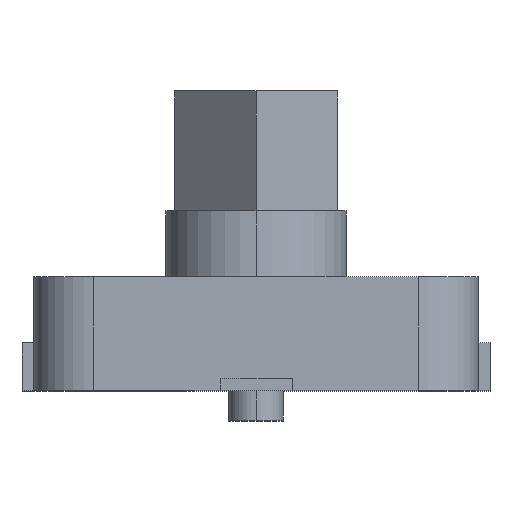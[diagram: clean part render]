
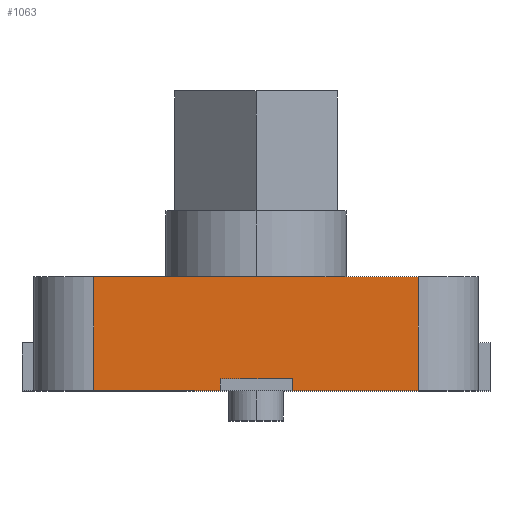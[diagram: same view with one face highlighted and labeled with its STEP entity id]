
A CAD part, top view. The second image highlights one B-rep face of the part: STEP entity #1063.
In plain terms, the highlighted planar face has unit normal (0, 0, 1).
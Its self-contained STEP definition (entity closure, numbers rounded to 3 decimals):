
#23 = EDGE_CURVE ( 'NONE', #2167, #1476, #2063, .T. ) ;
#39 = EDGE_CURVE ( 'NONE', #1210, #1492, #348, .T. ) ;
#63 = EDGE_CURVE ( 'NONE', #1825, #1836, #175, .T. ) ;
#95 = CARTESIAN_POINT ( 'NONE',  ( -3.7, 1.9, 3.7 ) ) ;
#106 = CARTESIAN_POINT ( 'NONE',  ( -3.7, 0., 3.7 ) ) ;
#175 = LINE ( 'NONE', #1328, #427 ) ;
#182 = CARTESIAN_POINT ( 'NONE',  ( 0.6, 0.2, 3.7 ) ) ;
#213 = EDGE_CURVE ( 'NONE', #1083, #1492, #614, .T. ) ;
#300 = LINE ( 'NONE', #1185, #482 ) ;
#326 = ORIENTED_EDGE ( 'NONE', *, *, #791, .T. ) ;
#348 = LINE ( 'NONE', #1337, #917 ) ;
#371 = CARTESIAN_POINT ( 'NONE',  ( -2.7, 0., 3.7 ) ) ;
#374 = CARTESIAN_POINT ( 'NONE',  ( -0.6, 0.2, 3.7 ) ) ;
#384 = CARTESIAN_POINT ( 'NONE',  ( 2.7, 1.9, 3.7 ) ) ;
#411 = FACE_OUTER_BOUND ( 'NONE', #1399, .T. ) ;
#427 = VECTOR ( 'NONE', #1537, 1000. ) ;
#473 = CARTESIAN_POINT ( 'NONE',  ( -3.7, 1.9, 3.7 ) ) ;
#482 = VECTOR ( 'NONE', #972, 1000. ) ;
#594 = CARTESIAN_POINT ( 'NONE',  ( -2.7, 1.9, 3.7 ) ) ;
#610 = DIRECTION ( 'NONE',  ( 1., 0., 0. ) ) ;
#614 = LINE ( 'NONE', #2134, #1392 ) ;
#623 = ORIENTED_EDGE ( 'NONE', *, *, #892, .T. ) ;
#661 = ORIENTED_EDGE ( 'NONE', *, *, #39, .F. ) ;
#663 = VERTEX_POINT ( 'NONE', #371 ) ;
#664 = ORIENTED_EDGE ( 'NONE', *, *, #63, .T. ) ;
#733 = CARTESIAN_POINT ( 'NONE',  ( 0.6, 0., 3.7 ) ) ;
#789 = CARTESIAN_POINT ( 'NONE',  ( -0.6, 0., 3.7 ) ) ;
#791 = EDGE_CURVE ( 'NONE', #2167, #663, #948, .T. ) ;
#892 = EDGE_CURVE ( 'NONE', #1210, #1825, #300, .T. ) ;
#917 = VECTOR ( 'NONE', #1023, 1000. ) ;
#948 = LINE ( 'NONE', #594, #1032 ) ;
#972 = DIRECTION ( 'NONE',  ( 0., -1., 0. ) ) ;
#1023 = DIRECTION ( 'NONE',  ( -1., 0., 0. ) ) ;
#1032 = VECTOR ( 'NONE', #1105, 1000. ) ;
#1063 = ADVANCED_FACE ( 'NONE', ( #411 ), #1958, .F. ) ;
#1083 = VERTEX_POINT ( 'NONE', #789 ) ;
#1086 = VECTOR ( 'NONE', #610, 1000. ) ;
#1105 = DIRECTION ( 'NONE',  ( 0., -1., 0. ) ) ;
#1109 = DIRECTION ( 'NONE',  ( 0., 0., -1. ) ) ;
#1129 = VECTOR ( 'NONE', #1692, 1000. ) ;
#1185 = CARTESIAN_POINT ( 'NONE',  ( 0.6, 1.9, 3.7 ) ) ;
#1210 = VERTEX_POINT ( 'NONE', #182 ) ;
#1241 = LINE ( 'NONE', #1749, #2048 ) ;
#1249 = EDGE_CURVE ( 'NONE', #1836, #1476, #1241, .T. ) ;
#1301 = ORIENTED_EDGE ( 'NONE', *, *, #1609, .T. ) ;
#1328 = CARTESIAN_POINT ( 'NONE',  ( -3.7, 0., 3.7 ) ) ;
#1337 = CARTESIAN_POINT ( 'NONE',  ( -3.7, 0.2, 3.7 ) ) ;
#1392 = VECTOR ( 'NONE', #2127, 1000. ) ;
#1399 = EDGE_LOOP ( 'NONE', ( #661, #623, #664, #2029, #2058, #326, #1301, #2002 ) ) ;
#1462 = DIRECTION ( 'NONE',  ( -1., 0., 0. ) ) ;
#1476 = VERTEX_POINT ( 'NONE', #384 ) ;
#1492 = VERTEX_POINT ( 'NONE', #374 ) ;
#1537 = DIRECTION ( 'NONE',  ( 1., 0., 0. ) ) ;
#1609 = EDGE_CURVE ( 'NONE', #663, #1083, #1797, .T. ) ;
#1692 = DIRECTION ( 'NONE',  ( 1., 0., 0. ) ) ;
#1749 = CARTESIAN_POINT ( 'NONE',  ( 2.7, 1.9, 3.7 ) ) ;
#1782 = AXIS2_PLACEMENT_3D ( 'NONE', #95, #1109, #1462 ) ;
#1797 = LINE ( 'NONE', #106, #1086 ) ;
#1822 = CARTESIAN_POINT ( 'NONE',  ( -2.7, 1.9, 3.7 ) ) ;
#1825 = VERTEX_POINT ( 'NONE', #733 ) ;
#1836 = VERTEX_POINT ( 'NONE', #1903 ) ;
#1903 = CARTESIAN_POINT ( 'NONE',  ( 2.7, 0., 3.7 ) ) ;
#1905 = DIRECTION ( 'NONE',  ( 0., 1., 0. ) ) ;
#1958 = PLANE ( 'NONE',  #1782 ) ;
#2002 = ORIENTED_EDGE ( 'NONE', *, *, #213, .T. ) ;
#2029 = ORIENTED_EDGE ( 'NONE', *, *, #1249, .T. ) ;
#2048 = VECTOR ( 'NONE', #1905, 1000. ) ;
#2058 = ORIENTED_EDGE ( 'NONE', *, *, #23, .F. ) ;
#2063 = LINE ( 'NONE', #473, #1129 ) ;
#2127 = DIRECTION ( 'NONE',  ( 0., 1., 0. ) ) ;
#2134 = CARTESIAN_POINT ( 'NONE',  ( -0.6, 1.9, 3.7 ) ) ;
#2167 = VERTEX_POINT ( 'NONE', #1822 ) ;
